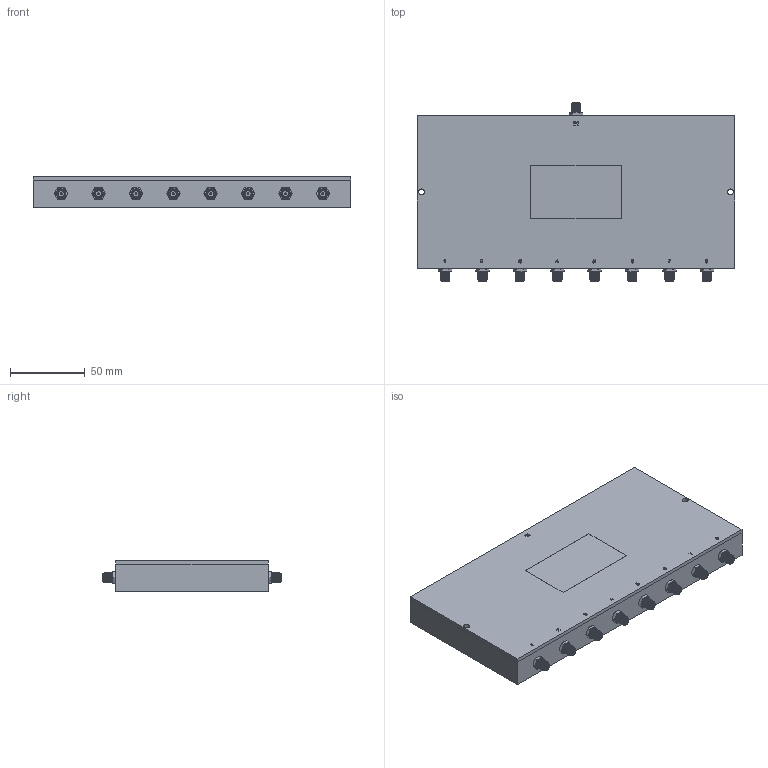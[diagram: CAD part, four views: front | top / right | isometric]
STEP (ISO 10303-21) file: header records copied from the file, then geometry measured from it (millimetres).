
FILE_DESCRIPTION (( 'STEP AP203' ), '1' );
FILE_NAME ('PE2091.step', '2020-03-12T20:53:20', ( '' ), ( '' ), 'SwSTEP 2.0', 'SolidWorks 2018', '' );
FILE_SCHEMA (( 'CONFIG_CONTROL_DESIGN' ));
Length unit declared in the file: inch
Products named in the file (1): PE2091
Bounding box: 212 x 119.86 x 21.08 mm (x, y, z)
Volume: 456171.8 mm3; surface area: 59893.3 mm2
Topology: 1 solids, 1 shells, 548 faces, 1292 edges, 815 vertices
Faces by surface type: plane 199, cone 135, bspline 104, cylinder 101, torus 9
Full cylindrical faces by diameter (mm): 0.94 x9, 1.194 x9, 4 x2, 4.572 x9, 5.335 x9
Entity records: 34632 total; most frequent: CARTESIAN_POINT 23620, ORIENTED_EDGE 2364, DIRECTION 1931, EDGE_CURVE 1182, AXIS2_PLACEMENT_3D 782, VERTEX_POINT 779, EDGE_LOOP 677, FACE_OUTER_BOUND 586
